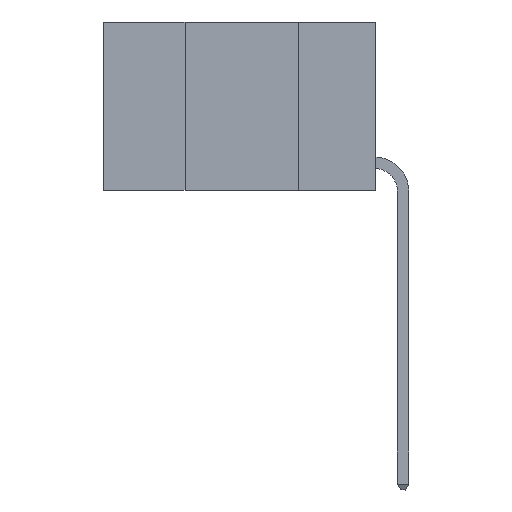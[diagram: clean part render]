
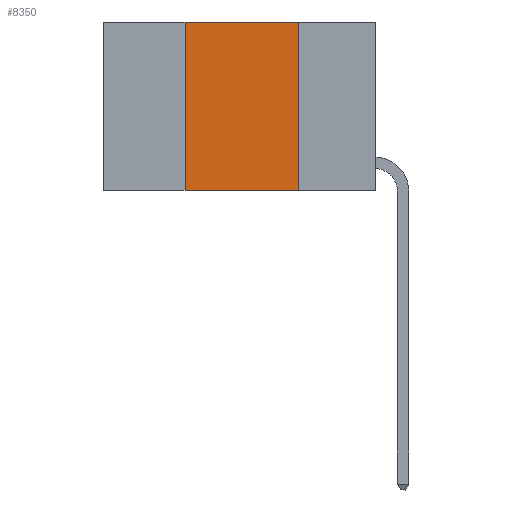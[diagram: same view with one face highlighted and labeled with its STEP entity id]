
A CAD part, left-side view. The second image highlights one B-rep face of the part: STEP entity #8350.
In plain terms, the highlighted planar face has unit normal (-1, 0, 0).
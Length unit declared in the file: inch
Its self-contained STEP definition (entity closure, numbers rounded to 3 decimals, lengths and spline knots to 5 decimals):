
#57 = CARTESIAN_POINT ( 'NONE',  ( 0., 0.17, 0. ) ) ;
#83 = VECTOR ( 'NONE', #5286, 39.37008 ) ;
#160 = CARTESIAN_POINT ( 'NONE',  ( 0., 0.6, 0. ) ) ;
#385 = EDGE_CURVE ( 'NONE', #11634, #7376, #8382, .T. ) ;
#450 = DIRECTION ( 'NONE',  ( 0., 0., 1. ) ) ;
#561 = EDGE_CURVE ( 'NONE', #6782, #5871, #3627, .T. ) ;
#1285 = DIRECTION ( 'NONE',  ( 0., 0., -1. ) ) ;
#1448 = ORIENTED_EDGE ( 'NONE', *, *, #14446, .F. ) ;
#2123 = FACE_OUTER_BOUND ( 'NONE', #2764, .T. ) ;
#2385 = VECTOR ( 'NONE', #3594, 39.37008 ) ;
#2764 = EDGE_LOOP ( 'NONE', ( #10204, #13172, #1448, #10554 ) ) ;
#3594 = DIRECTION ( 'NONE',  ( 0., -1., 0. ) ) ;
#3627 = LINE ( 'NONE', #160, #83 ) ;
#4815 = CARTESIAN_POINT ( 'NONE',  ( 0., 0.6, 0. ) ) ;
#4864 = DIRECTION ( 'NONE',  ( 0., 0., -1. ) ) ;
#5266 = CARTESIAN_POINT ( 'NONE',  ( 0., 0.42, 0. ) ) ;
#5286 = DIRECTION ( 'NONE',  ( 0., -1., 0. ) ) ;
#5871 = VERTEX_POINT ( 'NONE', #8982 ) ;
#5970 = LINE ( 'NONE', #14118, #14587 ) ;
#6164 = VECTOR ( 'NONE', #1285, 39.37008 ) ;
#6726 = CARTESIAN_POINT ( 'NONE',  ( 0., 0.6, -0.37 ) ) ;
#6782 = VERTEX_POINT ( 'NONE', #5266 ) ;
#7376 = VERTEX_POINT ( 'NONE', #8676 ) ;
#8350 = ADVANCED_FACE ( 'NONE', ( #2123 ), #10489, .F. ) ;
#8382 = LINE ( 'NONE', #6726, #2385 ) ;
#8676 = CARTESIAN_POINT ( 'NONE',  ( 0., 0.17, -0.37 ) ) ;
#8970 = AXIS2_PLACEMENT_3D ( 'NONE', #4815, #11638, #4864 ) ;
#8982 = CARTESIAN_POINT ( 'NONE',  ( 0., 0.17, 0. ) ) ;
#9047 = CARTESIAN_POINT ( 'NONE',  ( 0., 0.42, -0.37 ) ) ;
#10204 = ORIENTED_EDGE ( 'NONE', *, *, #13685, .F. ) ;
#10489 = PLANE ( 'NONE',  #8970 ) ;
#10554 = ORIENTED_EDGE ( 'NONE', *, *, #385, .T. ) ;
#11634 = VERTEX_POINT ( 'NONE', #9047 ) ;
#11638 = DIRECTION ( 'NONE',  ( 1., 0., 0. ) ) ;
#12149 = LINE ( 'NONE', #57, #6164 ) ;
#13172 = ORIENTED_EDGE ( 'NONE', *, *, #561, .F. ) ;
#13685 = EDGE_CURVE ( 'NONE', #5871, #7376, #12149, .T. ) ;
#14118 = CARTESIAN_POINT ( 'NONE',  ( 0., 0.42, 0. ) ) ;
#14446 = EDGE_CURVE ( 'NONE', #11634, #6782, #5970, .T. ) ;
#14587 = VECTOR ( 'NONE', #450, 39.37008 ) ;
